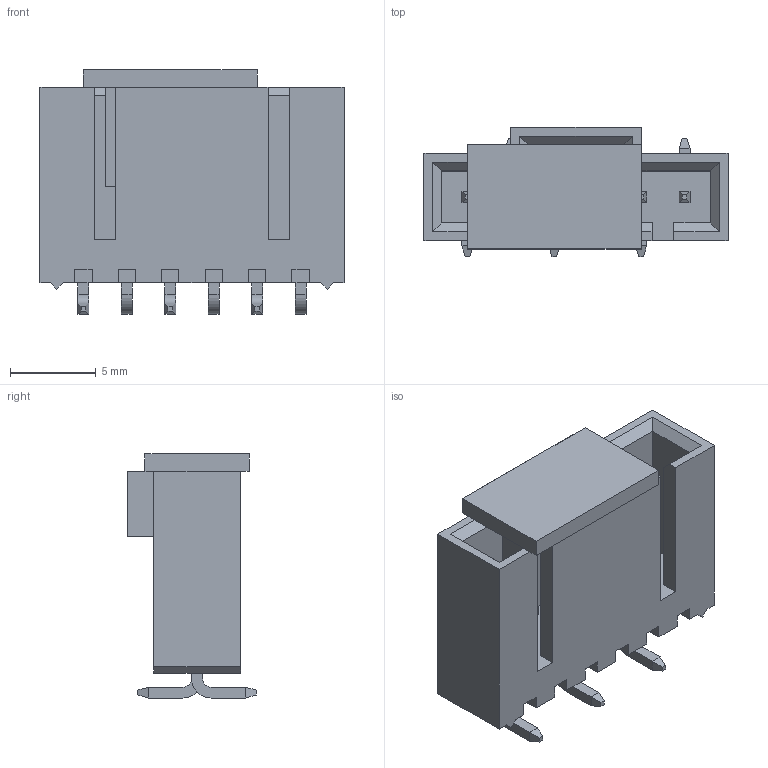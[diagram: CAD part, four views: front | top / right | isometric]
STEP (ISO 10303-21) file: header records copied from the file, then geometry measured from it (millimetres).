
FILE_DESCRIPTION((''),'2;1');
FILE_NAME('740990606','2015-07-17T',('me'),(''),'PRO/ENGINEER BY PARAMETRIC TECHNOLOGY CORPORATION, 2012230','PRO/ENGINEER BY PARAMETRIC TECHNOLOGY CORPORATION, 2012230','');
FILE_SCHEMA(('CONFIG_CONTROL_DESIGN'));
Length unit declared in the file: inch
Products named in the file (1): 740990606
Bounding box: 17.78 x 7.53 x 14.28 mm (x, y, z)
Volume: 726.5 mm3; surface area: 1423.8 mm2
Topology: 1 solids, 1 shells, 230 faces, 649 edges, 426 vertices
Faces by surface type: plane 216, cylinder 14
Entity records: 7268 total; most frequent: CARTESIAN_POINT 1276, ORIENTED_EDGE 1244, DIRECTION 1139, EDGE_CURVE 622, VECTOR 621, LINE 621, VERTEX_POINT 396, AXIS2_PLACEMENT_3D 259
